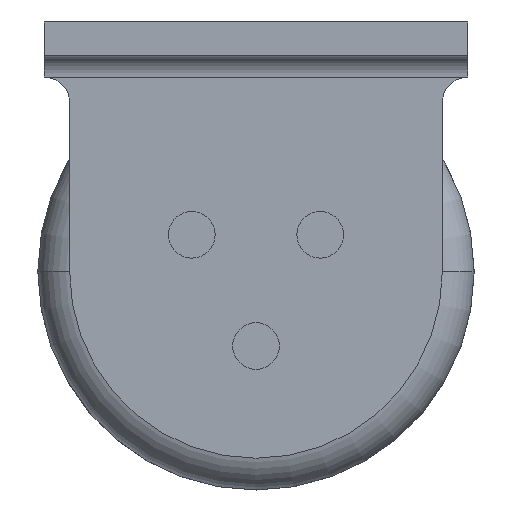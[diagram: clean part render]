
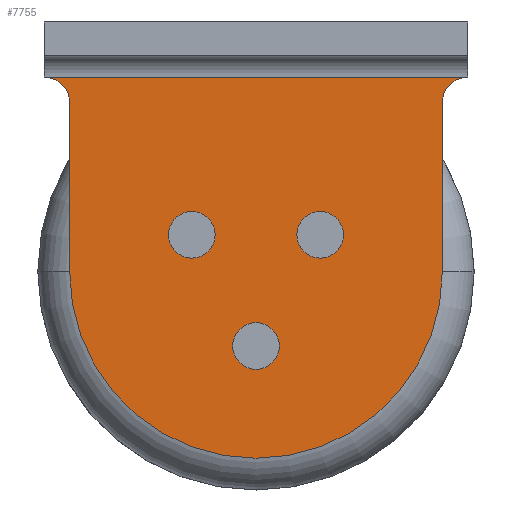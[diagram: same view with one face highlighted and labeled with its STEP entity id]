
A CAD part, front view. The second image highlights one B-rep face of the part: STEP entity #7755.
In plain terms, the highlighted face is planar.
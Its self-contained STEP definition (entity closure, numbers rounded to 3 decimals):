
#7004=CARTESIAN_POINT('',(0.,0.8,-5.9));
#7005=DIRECTION('',(0.,-1.,0.));
#7006=DIRECTION('',(-1.,0.,0.));
#7007=AXIS2_PLACEMENT_3D('',#7004,#7005,#7006);
#7012=DIRECTION('',(0.,0.,1.));
#7013=VECTOR('',#7012,4.);
#7014=CARTESIAN_POINT('',(4.4,0.8,-5.9));
#7015=LINE('',#7014,#7013);
#7019=CARTESIAN_POINT('',(5.,0.8,-1.9));
#7020=DIRECTION('',(0.,1.,0.));
#7021=DIRECTION('',(-1.,0.,0.));
#7022=AXIS2_PLACEMENT_3D('',#7019,#7020,#7021);
#7027=CARTESIAN_POINT('',(-5.,0.8,-1.9));
#7028=DIRECTION('',(0.,1.,0.));
#7029=DIRECTION('',(0.,0.,1.));
#7030=AXIS2_PLACEMENT_3D('',#7027,#7028,#7029);
#7035=CARTESIAN_POINT('',(1.516,0.8,-5.025));
#7036=DIRECTION('',(0.,1.,0.));
#7037=DIRECTION('',(1.,0.,0.));
#7038=AXIS2_PLACEMENT_3D('',#7035,#7036,#7037);
#7043=CARTESIAN_POINT('',(1.516,0.8,-5.025));
#7044=DIRECTION('',(0.,1.,0.));
#7045=DIRECTION('',(-1.,0.,0.));
#7046=AXIS2_PLACEMENT_3D('',#7043,#7044,#7045);
#7051=CARTESIAN_POINT('',(0.,0.8,-7.65));
#7052=DIRECTION('',(0.,1.,0.));
#7053=DIRECTION('',(1.,0.,0.));
#7054=AXIS2_PLACEMENT_3D('',#7051,#7052,#7053);
#7059=CARTESIAN_POINT('',(0.,0.8,-7.65));
#7060=DIRECTION('',(0.,1.,0.));
#7061=DIRECTION('',(-1.,0.,0.));
#7062=AXIS2_PLACEMENT_3D('',#7059,#7060,#7061);
#7067=CARTESIAN_POINT('',(-1.516,0.8,-5.025));
#7068=DIRECTION('',(0.,1.,0.));
#7069=DIRECTION('',(1.,0.,0.));
#7070=AXIS2_PLACEMENT_3D('',#7067,#7068,#7069);
#7075=CARTESIAN_POINT('',(-1.516,0.8,-5.025));
#7076=DIRECTION('',(0.,1.,0.));
#7077=DIRECTION('',(-1.,0.,0.));
#7078=AXIS2_PLACEMENT_3D('',#7075,#7076,#7077);
#7083=DIRECTION('',(0.,0.,1.));
#7084=VECTOR('',#7083,4.);
#7085=CARTESIAN_POINT('',(-4.4,0.8,-5.9));
#7086=LINE('',#7085,#7084);
#7127=DIRECTION('',(1.,0.,0.));
#7128=VECTOR('',#7127,10.);
#7129=CARTESIAN_POINT('',(-5.,0.8,-1.3));
#7130=LINE('',#7129,#7128);
#7614=CARTESIAN_POINT('',(-4.4,0.8,-5.9));
#7615=CARTESIAN_POINT('',(-4.4,0.8,-1.9));
#7616=VERTEX_POINT('',#7614);
#7617=VERTEX_POINT('',#7615);
#7618=CARTESIAN_POINT('',(4.4,0.8,-5.9));
#7619=VERTEX_POINT('',#7618);
#7620=CARTESIAN_POINT('',(4.4,0.8,-1.9));
#7621=VERTEX_POINT('',#7620);
#7622=CARTESIAN_POINT('',(5.,0.8,-1.3));
#7623=VERTEX_POINT('',#7622);
#7624=CARTESIAN_POINT('',(-5.,0.8,-1.3));
#7625=VERTEX_POINT('',#7624);
#7626=CARTESIAN_POINT('',(2.066,0.8,-5.025));
#7627=CARTESIAN_POINT('',(0.966,0.8,-5.025));
#7628=VERTEX_POINT('',#7626);
#7629=VERTEX_POINT('',#7627);
#7630=CARTESIAN_POINT('',(0.55,0.8,-7.65));
#7631=CARTESIAN_POINT('',(-0.55,0.8,-7.65));
#7632=VERTEX_POINT('',#7630);
#7633=VERTEX_POINT('',#7631);
#7634=CARTESIAN_POINT('',(-0.966,0.8,-5.025));
#7635=CARTESIAN_POINT('',(-2.066,0.8,-5.025));
#7636=VERTEX_POINT('',#7634);
#7637=VERTEX_POINT('',#7635);
#7718=CARTESIAN_POINT('',(-5.,0.8,-5.9));
#7719=DIRECTION('',(0.,1.,0.));
#7720=DIRECTION('',(0.,0.,1.));
#7721=AXIS2_PLACEMENT_3D('',#7718,#7719,#7720);
#7722=PLANE('',#7721);
#7724=ORIENTED_EDGE('',*,*,#7723,.F.);
#7726=ORIENTED_EDGE('',*,*,#7725,.T.);
#7728=ORIENTED_EDGE('',*,*,#7727,.T.);
#7730=ORIENTED_EDGE('',*,*,#7729,.T.);
#7732=ORIENTED_EDGE('',*,*,#7731,.F.);
#7734=ORIENTED_EDGE('',*,*,#7733,.T.);
#7735=EDGE_LOOP('',(#7724,#7726,#7728,#7730,#7732,#7734));
#7736=FACE_OUTER_BOUND('',#7735,.F.);
#7738=ORIENTED_EDGE('',*,*,#7737,.T.);
#7740=ORIENTED_EDGE('',*,*,#7739,.T.);
#7741=EDGE_LOOP('',(#7738,#7740));
#7742=FACE_BOUND('',#7741,.F.);
#7744=ORIENTED_EDGE('',*,*,#7743,.T.);
#7746=ORIENTED_EDGE('',*,*,#7745,.T.);
#7747=EDGE_LOOP('',(#7744,#7746));
#7748=FACE_BOUND('',#7747,.F.);
#7750=ORIENTED_EDGE('',*,*,#7749,.T.);
#7752=ORIENTED_EDGE('',*,*,#7751,.T.);
#7753=EDGE_LOOP('',(#7750,#7752));
#7754=FACE_BOUND('',#7753,.F.);
#7008=CIRCLE('',#7007,4.4);
#7023=CIRCLE('',#7022,0.6);
#7031=CIRCLE('',#7030,0.6);
#7039=CIRCLE('',#7038,0.55);
#7047=CIRCLE('',#7046,0.55);
#7055=CIRCLE('',#7054,0.55);
#7063=CIRCLE('',#7062,0.55);
#7071=CIRCLE('',#7070,0.55);
#7079=CIRCLE('',#7078,0.55);
#7723=EDGE_CURVE('',#7616,#7617,#7086,.T.);
#7725=EDGE_CURVE('',#7616,#7619,#7008,.T.);
#7727=EDGE_CURVE('',#7619,#7621,#7015,.T.);
#7729=EDGE_CURVE('',#7621,#7623,#7023,.T.);
#7731=EDGE_CURVE('',#7625,#7623,#7130,.T.);
#7733=EDGE_CURVE('',#7625,#7617,#7031,.T.);
#7737=EDGE_CURVE('',#7628,#7629,#7039,.T.);
#7739=EDGE_CURVE('',#7629,#7628,#7047,.T.);
#7743=EDGE_CURVE('',#7632,#7633,#7055,.T.);
#7745=EDGE_CURVE('',#7633,#7632,#7063,.T.);
#7749=EDGE_CURVE('',#7636,#7637,#7071,.T.);
#7751=EDGE_CURVE('',#7637,#7636,#7079,.T.);
#7755=ADVANCED_FACE('',(#7736,#7742,#7748,#7754),#7722,.T.);
